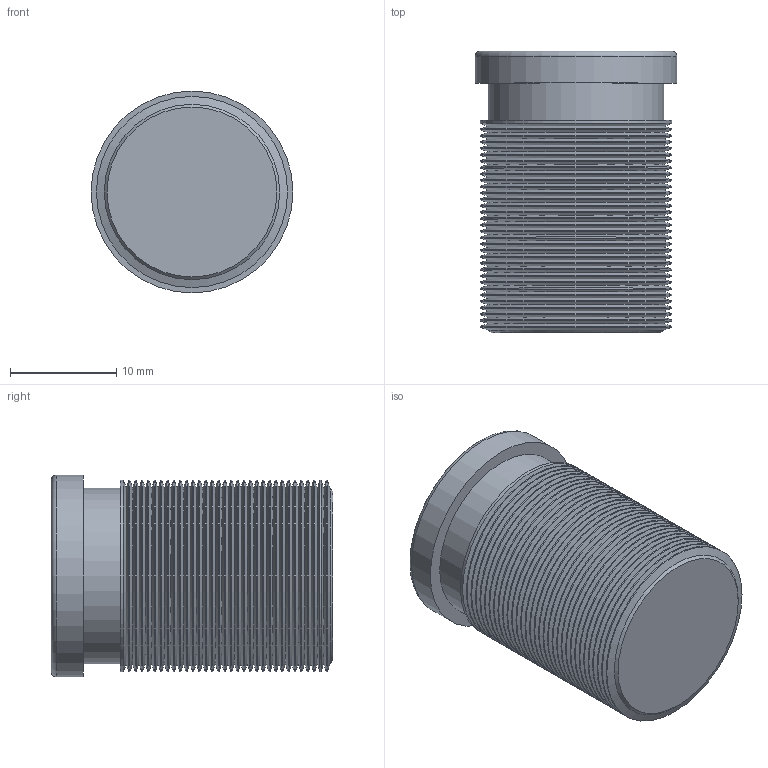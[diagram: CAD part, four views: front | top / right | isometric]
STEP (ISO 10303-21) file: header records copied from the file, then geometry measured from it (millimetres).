
FILE_DESCRIPTION(/* description */ ('Magnete tondo M18x0,75'),/* implementation_level */ '2;1');
FILE_NAME(/* name */ 'DMU18-26.stp',/* time_stamp */ '2022-07-11T15:26:34+02:00',/* author */ ('stefan.nesic'),/* organization */ (''),/* preprocessor_version */ 'ST-DEVELOPER v18.1',/* originating_system */ 'Autodesk Inventor 2021',/* authorisation */ '');
FILE_SCHEMA (('AUTOMOTIVE_DESIGN { 1 0 10303 214 3 1 1 }'));
Length unit declared in the file: millimetre
Products named in the file (1): DMU18-26
Bounding box: 19 x 26.5 x 19 mm (x, y, z)
Volume: 6235.4 mm3; surface area: 4416.5 mm2
Topology: 2 solids, 2 shells, 114 faces, 290 edges, 182 vertices
Faces by surface type: cone 67, cylinder 38, plane 8, torus 1
Full cylindrical faces by diameter (mm): 3.4 x1, 16.5 x1, 18 x33, 19 x1
Entity records: 3554 total; most frequent: DIRECTION 699, CARTESIAN_POINT 587, ORIENTED_EDGE 580, AXIS2_PLACEMENT_3D 294, EDGE_CURVE 290, VERTEX_POINT 182, CIRCLE 179, EDGE_LOOP 118
